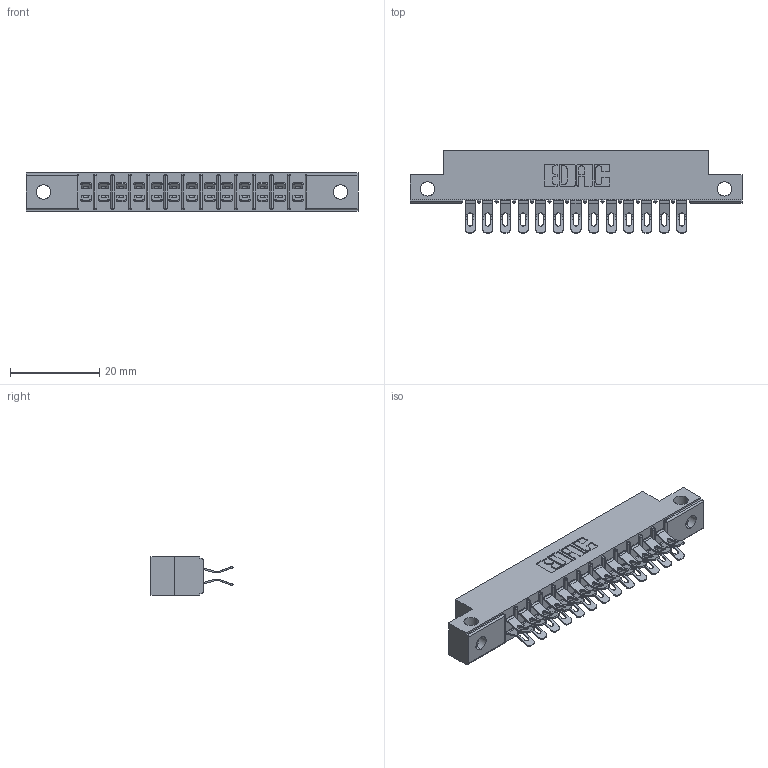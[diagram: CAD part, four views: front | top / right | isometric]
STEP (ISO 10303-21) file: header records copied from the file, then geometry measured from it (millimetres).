
FILE_DESCRIPTION (( 'STEP AP203' ), '1' );
FILE_NAME ('355-026-555-512.STEP', '2020-09-20T05:44:33', ( '' ), ( '' ), 'SwSTEP 2.0', 'SolidWorks 2020', '' );
FILE_SCHEMA (( 'CONFIG_CONTROL_DESIGN' ));
Length unit declared in the file: inch
Products named in the file (3): 355-026-555-512; 305-290-001_555; 305 Part_.128 Dia
Assembly tree (27 placements, depth 2):
  355-026-555-512
    305 Part_.128 Dia
    305-290-001_555  x26
Bounding box: 74.52 x 18.41 x 8.71 mm (x, y, z)
Volume: 4442.6 mm3; surface area: 8716.5 mm2
Topology: 27 solids, 27 shells, 1844 faces, 5487 edges, 3582 vertices
Faces by surface type: plane 900, cylinder 892, sphere 52
Entity records: 18636 total; most frequent: CARTESIAN_POINT 3151, ORIENTED_EDGE 3070, DIRECTION 3005, EDGE_CURVE 1535, VECTOR 1173, LINE 1173, VERTEX_POINT 982, AXIS2_PLACEMENT_3D 916
